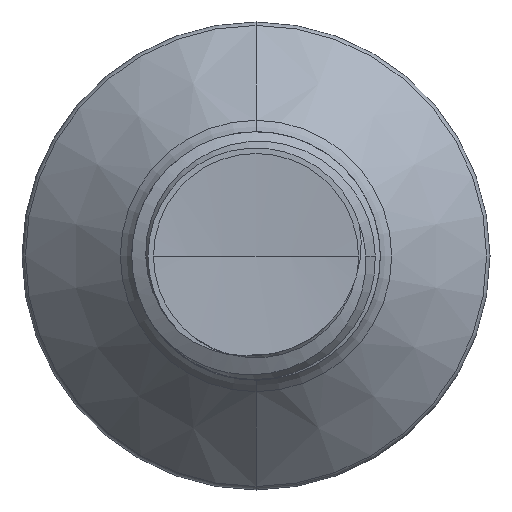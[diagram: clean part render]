
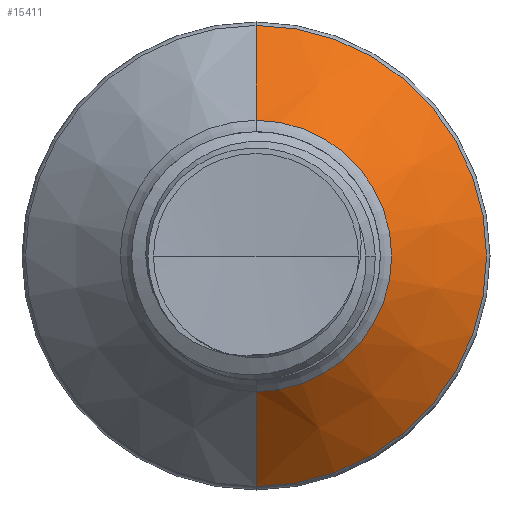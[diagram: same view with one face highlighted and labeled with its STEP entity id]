
A CAD part, front view. The second image highlights one B-rep face of the part: STEP entity #15411.
In plain terms, the highlighted conical face has half-angle 45 degrees and reference radius 3.276 mm.
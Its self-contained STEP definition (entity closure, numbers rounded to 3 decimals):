
#589 = DIRECTION ( 'NONE',  ( 0., 0.707, -0.707 ) ) ;
#982 = AXIS2_PLACEMENT_3D ( 'NONE', #13138, #13174, #2269 ) ;
#1459 = LINE ( 'NONE', #1921, #8348 ) ;
#1603 = EDGE_CURVE ( 'NONE', #8282, #9984, #14139, .T. ) ;
#1921 = CARTESIAN_POINT ( 'NONE',  ( 0., 6.107, -3.276 ) ) ;
#2252 = EDGE_CURVE ( 'NONE', #8282, #5545, #13084, .T. ) ;
#2269 = DIRECTION ( 'NONE',  ( 0., 0., 1. ) ) ;
#2552 = VERTEX_POINT ( 'NONE', #5347 ) ;
#2629 = CARTESIAN_POINT ( 'NONE',  ( 0., 6.107, 3.276 ) ) ;
#3166 = DIRECTION ( 'NONE',  ( 0., 0.707, 0.707 ) ) ;
#3223 = CARTESIAN_POINT ( 'NONE',  ( 0., 6.107, 3.276 ) ) ;
#3843 = CARTESIAN_POINT ( 'NONE',  ( 0., 6.107, -3.276 ) ) ;
#3886 = ORIENTED_EDGE ( 'NONE', *, *, #13425, .T. ) ;
#4309 = VECTOR ( 'NONE', #3166, 1000. ) ;
#5051 = CONICAL_SURFACE ( 'NONE', #5228, 3.276, 0.785 ) ;
#5228 = AXIS2_PLACEMENT_3D ( 'NONE', #6762, #12038, #5439 ) ;
#5347 = CARTESIAN_POINT ( 'NONE',  ( 0., 8.399, -5.567 ) ) ;
#5439 = DIRECTION ( 'NONE',  ( 0., 0., 1. ) ) ;
#5545 = VERTEX_POINT ( 'NONE', #3843 ) ;
#6762 = CARTESIAN_POINT ( 'NONE',  ( 0., 6.107, 0. ) ) ;
#8139 = CIRCLE ( 'NONE', #982, 5.567 ) ;
#8282 = VERTEX_POINT ( 'NONE', #2629 ) ;
#8348 = VECTOR ( 'NONE', #589, 1000. ) ;
#8384 = CARTESIAN_POINT ( 'NONE',  ( 0., 8.399, 5.567 ) ) ;
#8432 = EDGE_CURVE ( 'NONE', #9984, #2552, #8139, .T. ) ;
#9535 = DIRECTION ( 'NONE',  ( 0., 1., 0. ) ) ;
#9558 = DIRECTION ( 'NONE',  ( 0., 0., 1. ) ) ;
#9590 = CARTESIAN_POINT ( 'NONE',  ( 0., 6.107, 0. ) ) ;
#9774 = ORIENTED_EDGE ( 'NONE', *, *, #2252, .T. ) ;
#9984 = VERTEX_POINT ( 'NONE', #8384 ) ;
#11054 = EDGE_LOOP ( 'NONE', ( #9774, #3886, #12092, #13316 ) ) ;
#12038 = DIRECTION ( 'NONE',  ( 0., 1., 0. ) ) ;
#12092 = ORIENTED_EDGE ( 'NONE', *, *, #8432, .F. ) ;
#12357 = AXIS2_PLACEMENT_3D ( 'NONE', #9590, #9535, #9558 ) ;
#12379 = FACE_OUTER_BOUND ( 'NONE', #11054, .T. ) ;
#13084 = CIRCLE ( 'NONE', #12357, 3.276 ) ;
#13138 = CARTESIAN_POINT ( 'NONE',  ( 0., 8.399, 0. ) ) ;
#13174 = DIRECTION ( 'NONE',  ( 0., 1., 0. ) ) ;
#13316 = ORIENTED_EDGE ( 'NONE', *, *, #1603, .F. ) ;
#13425 = EDGE_CURVE ( 'NONE', #5545, #2552, #1459, .T. ) ;
#14139 = LINE ( 'NONE', #3223, #4309 ) ;
#15411 = ADVANCED_FACE ( 'NONE', ( #12379 ), #5051, .T. ) ;
